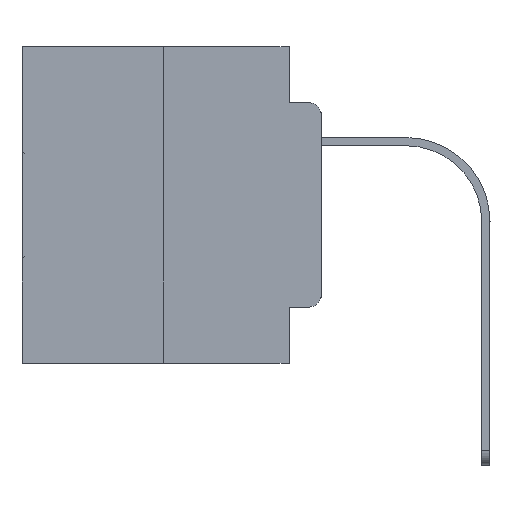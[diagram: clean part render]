
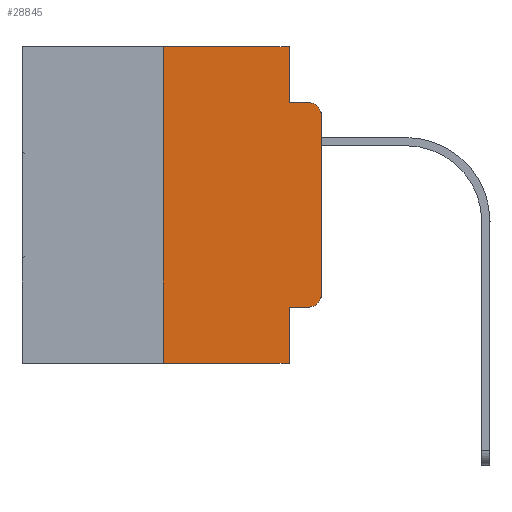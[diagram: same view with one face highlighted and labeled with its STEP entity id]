
A CAD part, left-side view. The second image highlights one B-rep face of the part: STEP entity #28845.
In plain terms, the highlighted planar face has unit normal (-1, 0, 0).
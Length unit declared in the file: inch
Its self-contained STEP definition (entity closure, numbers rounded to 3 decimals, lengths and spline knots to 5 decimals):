
#265 = CARTESIAN_POINT ( 'NONE',  ( 0., 0.051, -0.0885 ) ) ;
#287 = FACE_OUTER_BOUND ( 'NONE', #29430, .T. ) ;
#423 = VECTOR ( 'NONE', #24453, 39.37008 ) ;
#801 = EDGE_CURVE ( 'NONE', #26218, #8102, #18065, .T. ) ;
#850 = DIRECTION ( 'NONE',  ( 0., 0., -1. ) ) ;
#1581 = EDGE_CURVE ( 'NONE', #17760, #12150, #4199, .T. ) ;
#1729 = VERTEX_POINT ( 'NONE', #23256 ) ;
#1806 = ORIENTED_EDGE ( 'NONE', *, *, #12026, .T. ) ;
#2031 = CARTESIAN_POINT ( 'NONE',  ( 0., 0.051, -0.4115 ) ) ;
#2219 = ORIENTED_EDGE ( 'NONE', *, *, #1581, .T. ) ;
#2615 = DIRECTION ( 'NONE',  ( 0., 0., -1. ) ) ;
#3273 = ORIENTED_EDGE ( 'NONE', *, *, #8947, .F. ) ;
#3399 = VECTOR ( 'NONE', #27821, 39.37008 ) ;
#3509 = EDGE_CURVE ( 'NONE', #21994, #16037, #29871, .T. ) ;
#4199 = CIRCLE ( 'NONE', #8066, 0.02 ) ;
#5346 = VECTOR ( 'NONE', #6726, 39.37008 ) ;
#5915 = LINE ( 'NONE', #28504, #7727 ) ;
#5936 = EDGE_CURVE ( 'NONE', #8102, #12150, #25499, .T. ) ;
#6650 = CARTESIAN_POINT ( 'NONE',  ( 0., 0.02, -0.4115 ) ) ;
#6726 = DIRECTION ( 'NONE',  ( 0., -1., 0. ) ) ;
#6863 = VECTOR ( 'NONE', #21819, 39.37008 ) ;
#7069 = EDGE_CURVE ( 'NONE', #15379, #1729, #24195, .T. ) ;
#7235 = CARTESIAN_POINT ( 'NONE',  ( 0., 0.473, 0. ) ) ;
#7286 = DIRECTION ( 'NONE',  ( 0., -1., 0. ) ) ;
#7715 = LINE ( 'NONE', #11967, #6863 ) ;
#7727 = VECTOR ( 'NONE', #28654, 39.37008 ) ;
#8033 = ORIENTED_EDGE ( 'NONE', *, *, #801, .F. ) ;
#8066 = AXIS2_PLACEMENT_3D ( 'NONE', #19195, #28439, #850 ) ;
#8102 = VERTEX_POINT ( 'NONE', #265 ) ;
#8947 = EDGE_CURVE ( 'NONE', #28226, #26218, #5915, .T. ) ;
#9339 = VERTEX_POINT ( 'NONE', #14501 ) ;
#9577 = EDGE_CURVE ( 'NONE', #9339, #1729, #23108, .T. ) ;
#10662 = CARTESIAN_POINT ( 'NONE',  ( 0., 0., -0.1085 ) ) ;
#11615 = EDGE_CURVE ( 'NONE', #15379, #21994, #7715, .T. ) ;
#11967 = CARTESIAN_POINT ( 'NONE',  ( 0., 0.051, -0.4115 ) ) ;
#12026 = EDGE_CURVE ( 'NONE', #16037, #17760, #23924, .T. ) ;
#12150 = VERTEX_POINT ( 'NONE', #24069 ) ;
#12453 = AXIS2_PLACEMENT_3D ( 'NONE', #14122, #23387, #2615 ) ;
#14122 = CARTESIAN_POINT ( 'NONE',  ( 0., 0.02, -0.3915 ) ) ;
#14501 = CARTESIAN_POINT ( 'NONE',  ( 0., 0.25, -0.5 ) ) ;
#14922 = ORIENTED_EDGE ( 'NONE', *, *, #17486, .F. ) ;
#15007 = VECTOR ( 'NONE', #19498, 39.37008 ) ;
#15379 = VERTEX_POINT ( 'NONE', #2031 ) ;
#15747 = ORIENTED_EDGE ( 'NONE', *, *, #3509, .T. ) ;
#16037 = VERTEX_POINT ( 'NONE', #25953 ) ;
#16492 = DIRECTION ( 'NONE',  ( 1., 0., 0. ) ) ;
#17094 = DIRECTION ( 'NONE',  ( 0., 0., 1. ) ) ;
#17486 = EDGE_CURVE ( 'NONE', #9339, #28226, #20546, .T. ) ;
#17760 = VERTEX_POINT ( 'NONE', #10662 ) ;
#17907 = CARTESIAN_POINT ( 'NONE',  ( 0., 0.25, 0. ) ) ;
#18065 = LINE ( 'NONE', #29137, #423 ) ;
#18724 = CARTESIAN_POINT ( 'NONE',  ( 0., 0.25, 0. ) ) ;
#18726 = CARTESIAN_POINT ( 'NONE',  ( 0., 0.051, 0. ) ) ;
#18773 = PLANE ( 'NONE',  #21674 ) ;
#18904 = ORIENTED_EDGE ( 'NONE', *, *, #5936, .F. ) ;
#19195 = CARTESIAN_POINT ( 'NONE',  ( 0., 0.02, -0.1085 ) ) ;
#19216 = CARTESIAN_POINT ( 'NONE',  ( 0., 0., 0. ) ) ;
#19417 = VECTOR ( 'NONE', #17094, 39.37008 ) ;
#19498 = DIRECTION ( 'NONE',  ( 0., 0., -1. ) ) ;
#20546 = LINE ( 'NONE', #18724, #3399 ) ;
#21674 = AXIS2_PLACEMENT_3D ( 'NONE', #7235, #16492, #25761 ) ;
#21819 = DIRECTION ( 'NONE',  ( 0., -1., 0. ) ) ;
#21994 = VERTEX_POINT ( 'NONE', #6650 ) ;
#23108 = LINE ( 'NONE', #25548, #5346 ) ;
#23220 = VECTOR ( 'NONE', #7286, 39.37008 ) ;
#23256 = CARTESIAN_POINT ( 'NONE',  ( 0., 0.051, -0.5 ) ) ;
#23387 = DIRECTION ( 'NONE',  ( -1., 0., 0. ) ) ;
#23487 = ORIENTED_EDGE ( 'NONE', *, *, #11615, .T. ) ;
#23924 = LINE ( 'NONE', #19216, #19417 ) ;
#24040 = ORIENTED_EDGE ( 'NONE', *, *, #9577, .T. ) ;
#24069 = CARTESIAN_POINT ( 'NONE',  ( 0., 0.02, -0.0885 ) ) ;
#24195 = LINE ( 'NONE', #24352, #15007 ) ;
#24352 = CARTESIAN_POINT ( 'NONE',  ( 0., 0.051, 0. ) ) ;
#24453 = DIRECTION ( 'NONE',  ( 0., 0., -1. ) ) ;
#25499 = LINE ( 'NONE', #27917, #23220 ) ;
#25548 = CARTESIAN_POINT ( 'NONE',  ( 0., 0.473, -0.5 ) ) ;
#25614 = ORIENTED_EDGE ( 'NONE', *, *, #7069, .F. ) ;
#25761 = DIRECTION ( 'NONE',  ( 0., 0., -1. ) ) ;
#25953 = CARTESIAN_POINT ( 'NONE',  ( 0., 0., -0.3915 ) ) ;
#26218 = VERTEX_POINT ( 'NONE', #18726 ) ;
#27821 = DIRECTION ( 'NONE',  ( 0., 0., 1. ) ) ;
#27917 = CARTESIAN_POINT ( 'NONE',  ( 0., 0.051, -0.0885 ) ) ;
#28226 = VERTEX_POINT ( 'NONE', #17907 ) ;
#28439 = DIRECTION ( 'NONE',  ( -1., 0., 0. ) ) ;
#28504 = CARTESIAN_POINT ( 'NONE',  ( 0., 0.473, 0. ) ) ;
#28654 = DIRECTION ( 'NONE',  ( 0., -1., 0. ) ) ;
#28845 = ADVANCED_FACE ( 'NONE', ( #287 ), #18773, .F. ) ;
#29137 = CARTESIAN_POINT ( 'NONE',  ( 0., 0.051, 0. ) ) ;
#29430 = EDGE_LOOP ( 'NONE', ( #1806, #2219, #18904, #8033, #3273, #14922, #24040, #25614, #23487, #15747 ) ) ;
#29871 = CIRCLE ( 'NONE', #12453, 0.02 ) ;
